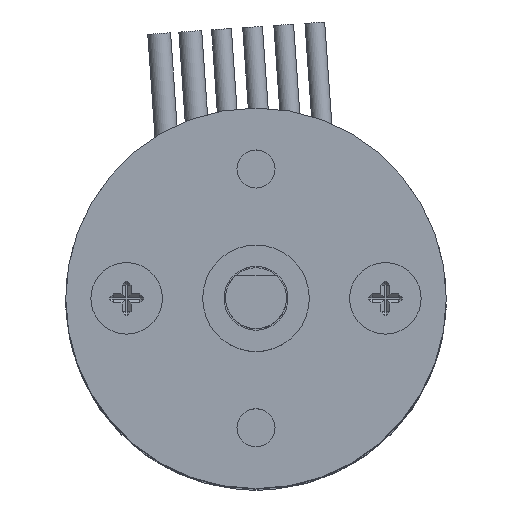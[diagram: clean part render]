
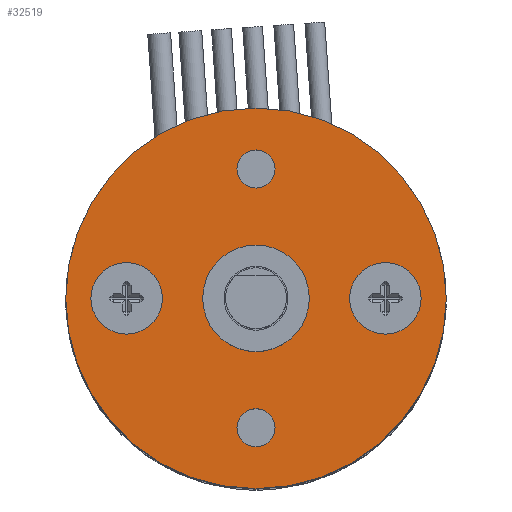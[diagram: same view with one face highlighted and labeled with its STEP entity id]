
A CAD part, top view. The second image highlights one B-rep face of the part: STEP entity #32519.
In plain terms, the highlighted planar face has unit normal (0, 0, 1).
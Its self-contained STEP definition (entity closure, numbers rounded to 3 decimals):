
#331 = CIRCLE ( 'NONE', #19203, 2.35 ) ;
#887 = ORIENTED_EDGE ( 'NONE', *, *, #29772, .F. ) ;
#956 = EDGE_CURVE ( 'NONE', #3107, #3107, #1654, .T. ) ;
#1654 = CIRCLE ( 'NONE', #6246, 12.5 ) ;
#2817 = CARTESIAN_POINT ( 'NONE',  ( 0., 0., 0. ) ) ;
#2943 = FACE_BOUND ( 'NONE', #17447, .T. ) ;
#3107 = VERTEX_POINT ( 'NONE', #14938 ) ;
#3767 = EDGE_LOOP ( 'NONE', ( #16048 ) ) ;
#3788 = DIRECTION ( 'NONE',  ( 0., 0., -1. ) ) ;
#4846 = EDGE_LOOP ( 'NONE', ( #887 ) ) ;
#4999 = FACE_BOUND ( 'NONE', #3767, .T. ) ;
#5644 = AXIS2_PLACEMENT_3D ( 'NONE', #17155, #16909, #22169 ) ;
#6246 = AXIS2_PLACEMENT_3D ( 'NONE', #19750, #3788, #6445 ) ;
#6445 = DIRECTION ( 'NONE',  ( -1., 0., 0. ) ) ;
#6644 = FACE_OUTER_BOUND ( 'NONE', #33174, .T. ) ;
#6850 = DIRECTION ( 'NONE',  ( 0., 0., -1. ) ) ;
#7832 = CIRCLE ( 'NONE', #13101, 3.5 ) ;
#8328 = ORIENTED_EDGE ( 'NONE', *, *, #956, .F. ) ;
#8349 = FACE_BOUND ( 'NONE', #4846, .T. ) ;
#8724 = DIRECTION ( 'NONE',  ( 1., 0., 0. ) ) ;
#10074 = EDGE_CURVE ( 'NONE', #17733, #17733, #29969, .T. ) ;
#10518 = CARTESIAN_POINT ( 'NONE',  ( 1.25, -8.5, 0. ) ) ;
#11031 = VERTEX_POINT ( 'NONE', #20641 ) ;
#11419 = CARTESIAN_POINT ( 'NONE',  ( 0., -8.5, 0. ) ) ;
#11468 = VERTEX_POINT ( 'NONE', #31742 ) ;
#12182 = DIRECTION ( 'NONE',  ( 1., 0., 0. ) ) ;
#12283 = CARTESIAN_POINT ( 'NONE',  ( 0., 0., 0. ) ) ;
#12935 = FACE_BOUND ( 'NONE', #23163, .T. ) ;
#12958 = CARTESIAN_POINT ( 'NONE',  ( -3.5, 0., 0. ) ) ;
#13101 = AXIS2_PLACEMENT_3D ( 'NONE', #2817, #16438, #13284 ) ;
#13284 = DIRECTION ( 'NONE',  ( -1., 0., 0. ) ) ;
#13819 = AXIS2_PLACEMENT_3D ( 'NONE', #11419, #24700, #8724 ) ;
#14938 = CARTESIAN_POINT ( 'NONE',  ( -12.5, 0., 0. ) ) ;
#15031 = DIRECTION ( 'NONE',  ( -1., 0., 0. ) ) ;
#16048 = ORIENTED_EDGE ( 'NONE', *, *, #29571, .T. ) ;
#16438 = DIRECTION ( 'NONE',  ( 0., 0., 1. ) ) ;
#16909 = DIRECTION ( 'NONE',  ( 0., 0., 1. ) ) ;
#16988 = AXIS2_PLACEMENT_3D ( 'NONE', #12283, #20321, #20087 ) ;
#17155 = CARTESIAN_POINT ( 'NONE',  ( 8.5, 0., 0. ) ) ;
#17447 = EDGE_LOOP ( 'NONE', ( #27685 ) ) ;
#17674 = DIRECTION ( 'NONE',  ( 0., 0., 1. ) ) ;
#17733 = VERTEX_POINT ( 'NONE', #25524 ) ;
#17860 = CARTESIAN_POINT ( 'NONE',  ( -8.5, 0., 0. ) ) ;
#19203 = AXIS2_PLACEMENT_3D ( 'NONE', #17860, #6850, #15031 ) ;
#19204 = ORIENTED_EDGE ( 'NONE', *, *, #31007, .F. ) ;
#19404 = PLANE ( 'NONE',  #16988 ) ;
#19750 = CARTESIAN_POINT ( 'NONE',  ( 0., 0., 0. ) ) ;
#20087 = DIRECTION ( 'NONE',  ( -1., 0., 0. ) ) ;
#20321 = DIRECTION ( 'NONE',  ( 0., 0., -1. ) ) ;
#20641 = CARTESIAN_POINT ( 'NONE',  ( 1.25, 8.5, 0. ) ) ;
#20757 = CIRCLE ( 'NONE', #23159, 1.25 ) ;
#22169 = DIRECTION ( 'NONE',  ( 1., 0., 0. ) ) ;
#23141 = EDGE_CURVE ( 'NONE', #11031, #11031, #20757, .T. ) ;
#23159 = AXIS2_PLACEMENT_3D ( 'NONE', #33594, #17674, #12182 ) ;
#23163 = EDGE_LOOP ( 'NONE', ( #19204 ) ) ;
#24700 = DIRECTION ( 'NONE',  ( 0., 0., 1. ) ) ;
#24798 = VERTEX_POINT ( 'NONE', #10518 ) ;
#25140 = VERTEX_POINT ( 'NONE', #12958 ) ;
#25524 = CARTESIAN_POINT ( 'NONE',  ( 10.85, 0., 0. ) ) ;
#27523 = FACE_BOUND ( 'NONE', #27752, .T. ) ;
#27685 = ORIENTED_EDGE ( 'NONE', *, *, #23141, .F. ) ;
#27752 = EDGE_LOOP ( 'NONE', ( #29953 ) ) ;
#29571 = EDGE_CURVE ( 'NONE', #11468, #11468, #331, .T. ) ;
#29772 = EDGE_CURVE ( 'NONE', #24798, #24798, #32831, .T. ) ;
#29953 = ORIENTED_EDGE ( 'NONE', *, *, #10074, .F. ) ;
#29969 = CIRCLE ( 'NONE', #5644, 2.35 ) ;
#31007 = EDGE_CURVE ( 'NONE', #25140, #25140, #7832, .T. ) ;
#31742 = CARTESIAN_POINT ( 'NONE',  ( -10.85, 0., 0. ) ) ;
#32519 = ADVANCED_FACE ( 'NONE', ( #27523, #8349, #2943, #6644, #12935, #4999 ), #19404, .F. ) ;
#32831 = CIRCLE ( 'NONE', #13819, 1.25 ) ;
#33174 = EDGE_LOOP ( 'NONE', ( #8328 ) ) ;
#33594 = CARTESIAN_POINT ( 'NONE',  ( 0., 8.5, 0. ) ) ;
